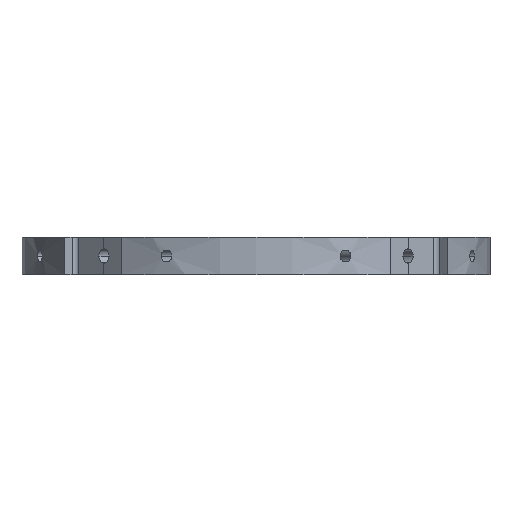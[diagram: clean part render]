
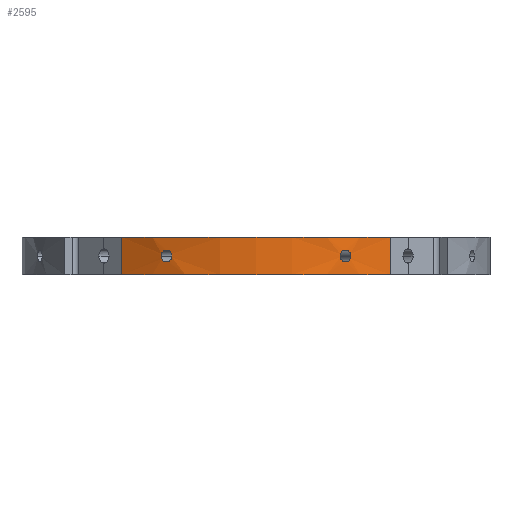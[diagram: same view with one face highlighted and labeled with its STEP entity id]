
A CAD part, front view. The second image highlights one B-rep face of the part: STEP entity #2595.
In plain terms, the highlighted cylindrical face has radius 49.5 mm (diameter 99 mm), a partial arc.
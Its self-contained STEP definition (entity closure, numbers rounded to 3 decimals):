
#385=CARTESIAN_POINT('Vertex',(-28.471,-40.492,8.)) ;
#388=CARTESIAN_POINT('Axis2P3D Location',(0.,0.,8.)) ;
#392=CARTESIAN_POINT('Vertex',(28.471,-40.492,8.)) ;
#1267=CARTESIAN_POINT('Line Origine',(28.471,-40.492,4.)) ;
#1271=CARTESIAN_POINT('Vertex',(28.471,-40.492,0.)) ;
#1297=CARTESIAN_POINT('Vertex',(-28.471,-40.492,0.)) ;
#1300=CARTESIAN_POINT('Line Origine',(-28.471,-40.492,4.)) ;
#1759=CARTESIAN_POINT('Axis2P3D Location',(0.,0.,0.)) ;
#2045=CARTESIAN_POINT('Axis2P3D Location',(0.,0.,4.)) ;
#2524=CARTESIAN_POINT('Control Point',(-17.782,-46.196,4.)) ;
#2525=CARTESIAN_POINT('Control Point',(-17.782,-46.196,4.32)) ;
#2526=CARTESIAN_POINT('Control Point',(-17.877,-46.159,4.64)) ;
#2527=CARTESIAN_POINT('Control Point',(-18.069,-46.085,4.916)) ;
#2528=CARTESIAN_POINT('Control Point',(-18.456,-45.932,5.201)) ;
#2529=CARTESIAN_POINT('Control Point',(-18.902,-45.749,5.265)) ;
#2530=CARTESIAN_POINT('Control Point',(-19.053,-45.687,5.26)) ;
#2531=CARTESIAN_POINT('Control Point',(-19.48,-45.507,5.17)) ;
#2532=CARTESIAN_POINT('Control Point',(-19.836,-45.353,4.877)) ;
#2533=CARTESIAN_POINT('Control Point',(-20.007,-45.277,4.61)) ;
#2534=CARTESIAN_POINT('Control Point',(-20.092,-45.239,4.305)) ;
#2535=CARTESIAN_POINT('Control Point',(-20.092,-45.239,4.)) ;
#2536=CARTESIAN_POINT('Vertex',(-17.782,-46.196,4.)) ;
#2538=CARTESIAN_POINT('Vertex',(-20.092,-45.239,4.)) ;
#2542=CARTESIAN_POINT('Control Point',(-20.092,-45.239,4.)) ;
#2543=CARTESIAN_POINT('Control Point',(-20.092,-45.239,3.68)) ;
#2544=CARTESIAN_POINT('Control Point',(-19.998,-45.281,3.36)) ;
#2545=CARTESIAN_POINT('Control Point',(-19.81,-45.364,3.084)) ;
#2546=CARTESIAN_POINT('Control Point',(-19.429,-45.529,2.799)) ;
#2547=CARTESIAN_POINT('Control Point',(-18.984,-45.715,2.735)) ;
#2548=CARTESIAN_POINT('Control Point',(-18.833,-45.778,2.74)) ;
#2549=CARTESIAN_POINT('Control Point',(-18.404,-45.953,2.83)) ;
#2550=CARTESIAN_POINT('Control Point',(-18.043,-46.095,3.123)) ;
#2551=CARTESIAN_POINT('Control Point',(-17.869,-46.162,3.39)) ;
#2552=CARTESIAN_POINT('Control Point',(-17.782,-46.196,3.695)) ;
#2553=CARTESIAN_POINT('Control Point',(-17.782,-46.196,4.)) ;
#2560=CARTESIAN_POINT('Control Point',(20.092,-45.239,4.)) ;
#2561=CARTESIAN_POINT('Control Point',(20.092,-45.239,3.68)) ;
#2562=CARTESIAN_POINT('Control Point',(19.998,-45.281,3.36)) ;
#2563=CARTESIAN_POINT('Control Point',(19.81,-45.364,3.084)) ;
#2564=CARTESIAN_POINT('Control Point',(19.429,-45.529,2.799)) ;
#2565=CARTESIAN_POINT('Control Point',(18.984,-45.715,2.735)) ;
#2566=CARTESIAN_POINT('Control Point',(18.833,-45.778,2.74)) ;
#2567=CARTESIAN_POINT('Control Point',(18.404,-45.953,2.83)) ;
#2568=CARTESIAN_POINT('Control Point',(18.043,-46.095,3.123)) ;
#2569=CARTESIAN_POINT('Control Point',(17.869,-46.162,3.39)) ;
#2570=CARTESIAN_POINT('Control Point',(17.782,-46.196,3.695)) ;
#2571=CARTESIAN_POINT('Control Point',(17.782,-46.196,4.)) ;
#2572=CARTESIAN_POINT('Vertex',(20.092,-45.239,4.)) ;
#2574=CARTESIAN_POINT('Vertex',(17.782,-46.196,4.)) ;
#2578=CARTESIAN_POINT('Control Point',(17.782,-46.196,4.)) ;
#2579=CARTESIAN_POINT('Control Point',(17.782,-46.196,4.32)) ;
#2580=CARTESIAN_POINT('Control Point',(17.877,-46.159,4.64)) ;
#2581=CARTESIAN_POINT('Control Point',(18.069,-46.085,4.916)) ;
#2582=CARTESIAN_POINT('Control Point',(18.456,-45.932,5.201)) ;
#2583=CARTESIAN_POINT('Control Point',(18.902,-45.749,5.265)) ;
#2584=CARTESIAN_POINT('Control Point',(19.053,-45.687,5.26)) ;
#2585=CARTESIAN_POINT('Control Point',(19.48,-45.507,5.17)) ;
#2586=CARTESIAN_POINT('Control Point',(19.836,-45.353,4.877)) ;
#2587=CARTESIAN_POINT('Control Point',(20.007,-45.277,4.61)) ;
#2588=CARTESIAN_POINT('Control Point',(20.092,-45.239,4.305)) ;
#2589=CARTESIAN_POINT('Control Point',(20.092,-45.239,4.)) ;
#389=DIRECTION('Axis2P3D Direction',(0.,0.,1.)) ;
#1268=DIRECTION('Vector Direction',(0.,0.,-1.)) ;
#1301=DIRECTION('Vector Direction',(0.,0.,-1.)) ;
#1760=DIRECTION('Axis2P3D Direction',(0.,0.,1.)) ;
#2046=DIRECTION('Axis2P3D Direction',(0.,0.,1.)) ;
#2047=DIRECTION('Axis2P3D XDirection',(1.,0.,0.)) ;
#390=AXIS2_PLACEMENT_3D('Circle Axis2P3D',#388,#389,$) ;
#1761=AXIS2_PLACEMENT_3D('Circle Axis2P3D',#1759,#1760,$) ;
#2048=AXIS2_PLACEMENT_3D('Cylinder Axis2P3D',#2045,#2046,#2047) ;
#2518=ORIENTED_EDGE('',*,*,#394,.F.) ;
#2519=ORIENTED_EDGE('',*,*,#1304,.T.) ;
#2520=ORIENTED_EDGE('',*,*,#1763,.T.) ;
#2521=ORIENTED_EDGE('',*,*,#1273,.F.) ;
#2556=ORIENTED_EDGE('',*,*,#2540,.F.) ;
#2557=ORIENTED_EDGE('',*,*,#2554,.F.) ;
#2592=ORIENTED_EDGE('',*,*,#2576,.T.) ;
#2593=ORIENTED_EDGE('',*,*,#2590,.T.) ;
#2558=FACE_BOUND('',#2555,.T.) ;
#2594=FACE_BOUND('',#2591,.T.) ;
#1269=VECTOR('Line Direction',#1268,1.) ;
#1302=VECTOR('Line Direction',#1301,1.) ;
#2595=ADVANCED_FACE('Corps principal',(#2522,#2558,#2594),#2049,.T.) ;
#2523=B_SPLINE_CURVE_WITH_KNOTS('',5,(#2524,#2525,#2526,#2527,#2528,#2529,#2530,#2531,#2532,#2533,#2534,#2535),.UNSPECIFIED.,.F.,.U.,(6,3,3,6),(0.,2.262,3.396,5.554),.UNSPECIFIED.) ;
#2541=B_SPLINE_CURVE_WITH_KNOTS('',5,(#2542,#2543,#2544,#2545,#2546,#2547,#2548,#2549,#2550,#2551,#2552,#2553),.UNSPECIFIED.,.F.,.U.,(6,3,3,6),(0.,2.262,3.396,5.554),.UNSPECIFIED.) ;
#2559=B_SPLINE_CURVE_WITH_KNOTS('',5,(#2560,#2561,#2562,#2563,#2564,#2565,#2566,#2567,#2568,#2569,#2570,#2571),.UNSPECIFIED.,.F.,.U.,(6,3,3,6),(0.,2.262,3.396,5.554),.UNSPECIFIED.) ;
#2577=B_SPLINE_CURVE_WITH_KNOTS('',5,(#2578,#2579,#2580,#2581,#2582,#2583,#2584,#2585,#2586,#2587,#2588,#2589),.UNSPECIFIED.,.F.,.U.,(6,3,3,6),(0.,2.262,3.396,5.554),.UNSPECIFIED.) ;
#391=CIRCLE('generated circle',#390,49.5) ;
#1762=CIRCLE('generated circle',#1761,49.5) ;
#2049=CYLINDRICAL_SURFACE('generated cylinder',#2048,49.5) ;
#394=EDGE_CURVE('',#386,#393,#391,.T.) ;
#1273=EDGE_CURVE('',#393,#1272,#1270,.T.) ;
#1304=EDGE_CURVE('',#386,#1298,#1303,.T.) ;
#1763=EDGE_CURVE('',#1298,#1272,#1762,.T.) ;
#2540=EDGE_CURVE('',#2537,#2539,#2523,.T.) ;
#2554=EDGE_CURVE('',#2539,#2537,#2541,.T.) ;
#2576=EDGE_CURVE('',#2573,#2575,#2559,.T.) ;
#2590=EDGE_CURVE('',#2575,#2573,#2577,.T.) ;
#2517=EDGE_LOOP('',(#2518,#2519,#2520,#2521)) ;
#2555=EDGE_LOOP('',(#2556,#2557)) ;
#2591=EDGE_LOOP('',(#2592,#2593)) ;
#2522=FACE_OUTER_BOUND('',#2517,.T.) ;
#1270=LINE('Line',#1267,#1269) ;
#1303=LINE('Line',#1300,#1302) ;
#386=VERTEX_POINT('',#385) ;
#393=VERTEX_POINT('',#392) ;
#1272=VERTEX_POINT('',#1271) ;
#1298=VERTEX_POINT('',#1297) ;
#2537=VERTEX_POINT('',#2536) ;
#2539=VERTEX_POINT('',#2538) ;
#2573=VERTEX_POINT('',#2572) ;
#2575=VERTEX_POINT('',#2574) ;
